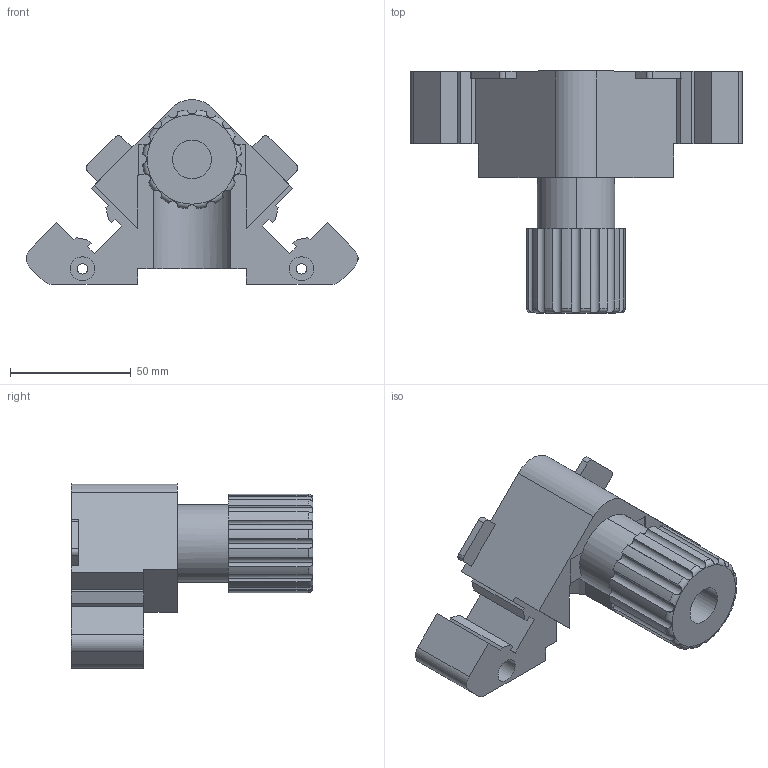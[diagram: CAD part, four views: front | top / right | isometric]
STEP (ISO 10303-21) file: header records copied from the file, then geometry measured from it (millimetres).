
FILE_DESCRIPTION (( 'STEP AP214' ), '1' );
FILE_NAME ('F005027-open_3D.step', '2022-10-10T13:58:04', ( '' ), ( '' ), 'SwSTEP 2.0', 'SolidWorks 2020', '' );
FILE_SCHEMA (( 'AUTOMOTIVE_DESIGN' ));
Length unit declared in the file: millimetre
Products named in the file (4): F005027-open_3D; Noha 100; dni dil 100; Plotnicka- vruty
Assembly tree (3 placements, depth 2):
  F005027-open_3D
    Noha 100
    dni dil 100
    Plotnicka- vruty
Bounding box: 137.24 x 100 x 76.3 mm (x, y, z)
Volume: 137327.2 mm3; surface area: 86230.1 mm2
Topology: 3 solids, 3 shells, 242 faces, 677 edges, 451 vertices
Faces by surface type: plane 150, cylinder 90, torus 2
Entity records: 8544 total; most frequent: CARTESIAN_POINT 2030, ORIENTED_EDGE 1354, DIRECTION 1312, EDGE_CURVE 677, LINE 482, VECTOR 482, VERTEX_POINT 451, AXIS2_PLACEMENT_3D 415
